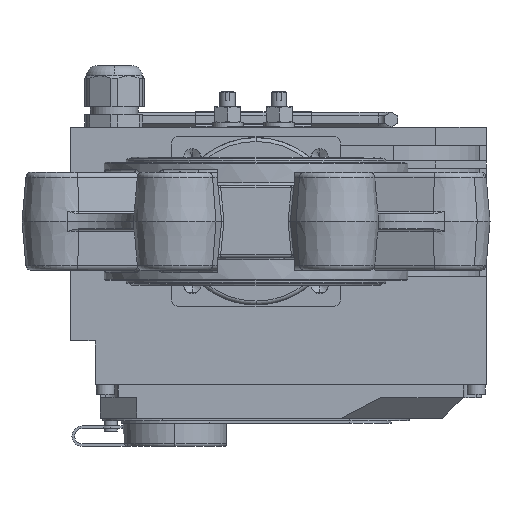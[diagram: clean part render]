
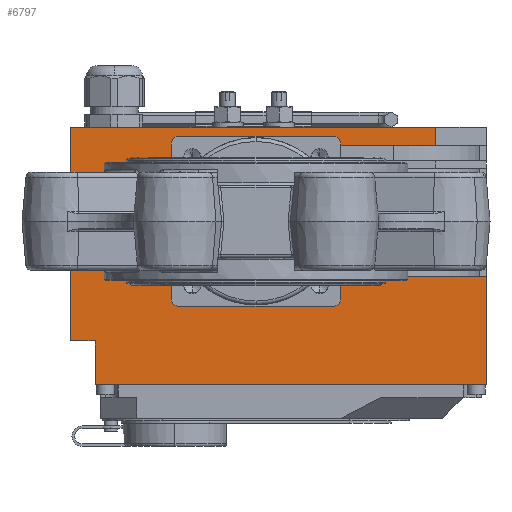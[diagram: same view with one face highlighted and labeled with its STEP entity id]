
A CAD part, front view. The second image highlights one B-rep face of the part: STEP entity #6797.
In plain terms, the highlighted planar face has unit normal (0, -1, 0).
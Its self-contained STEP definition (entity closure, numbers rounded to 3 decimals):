
#9 = VERTEX_POINT ( 'NONE', #35292 ) ;
#35 = VECTOR ( 'NONE', #15213, 1000. ) ;
#96 = LINE ( 'NONE', #28092, #6916 ) ;
#177 = DIRECTION ( 'NONE',  ( 0., 0., -1. ) ) ;
#222 = VERTEX_POINT ( 'NONE', #36362 ) ;
#403 = LINE ( 'NONE', #22544, #4057 ) ;
#466 = EDGE_CURVE ( 'NONE', #30830, #12701, #3735, .T. ) ;
#701 = CARTESIAN_POINT ( 'NONE',  ( -30., 160., 30. ) ) ;
#1059 = VECTOR ( 'NONE', #2787, 1000. ) ;
#1103 = VECTOR ( 'NONE', #9814, 1000. ) ;
#1877 = ORIENTED_EDGE ( 'NONE', *, *, #23826, .T. ) ;
#2021 = CIRCLE ( 'NONE', #36554, 3. ) ;
#2255 = CARTESIAN_POINT ( 'NONE',  ( 89.5, 160., -63.5 ) ) ;
#2278 = VERTEX_POINT ( 'NONE', #15571 ) ;
#2588 = DIRECTION ( 'NONE',  ( 0., 0., -1. ) ) ;
#2787 = DIRECTION ( 'NONE',  ( 1., 0., 0. ) ) ;
#2813 = ORIENTED_EDGE ( 'NONE', *, *, #6283, .F. ) ;
#3071 = AXIS2_PLACEMENT_3D ( 'NONE', #5638, #25787, #14093 ) ;
#3735 = LINE ( 'NONE', #29530, #35 ) ;
#4057 = VECTOR ( 'NONE', #31602, 1000. ) ;
#4668 = VECTOR ( 'NONE', #35076, 1000. ) ;
#4671 = EDGE_CURVE ( 'NONE', #24028, #25172, #27731, .T. ) ;
#4889 = EDGE_LOOP ( 'NONE', ( #37031, #14729, #29616, #28099, #24739, #29102, #16939, #5704, #15090, #2813, #12778, #34311, #16597, #27251, #31551, #21005, #24216, #1877 ) ) ;
#5261 = DIRECTION ( 'NONE',  ( -1., 0., 0. ) ) ;
#5585 = EDGE_CURVE ( 'NONE', #9, #16967, #18685, .T. ) ;
#5638 = CARTESIAN_POINT ( 'NONE',  ( -72., 160., 36.5 ) ) ;
#5704 = ORIENTED_EDGE ( 'NONE', *, *, #36117, .F. ) ;
#6283 = EDGE_CURVE ( 'NONE', #16967, #28470, #96, .T. ) ;
#6649 = CARTESIAN_POINT ( 'NONE',  ( 69.8, 160., 29.5 ) ) ;
#6681 = AXIS2_PLACEMENT_3D ( 'NONE', #33557, #36214, #21627 ) ;
#6773 = LINE ( 'NONE', #32535, #32888 ) ;
#6774 = DIRECTION ( 'NONE',  ( 0., 0., 1. ) ) ;
#6797 = ADVANCED_FACE ( 'NONE', ( #30279 ), #31582, .F. ) ;
#6916 = VECTOR ( 'NONE', #31117, 1000. ) ;
#7958 = CARTESIAN_POINT ( 'NONE',  ( -72., 160., -46.5 ) ) ;
#8197 = CARTESIAN_POINT ( 'NONE',  ( -72., 160., 36.5 ) ) ;
#8260 = CIRCLE ( 'NONE', #34691, 3. ) ;
#8547 = VERTEX_POINT ( 'NONE', #2255 ) ;
#8691 = DIRECTION ( 'NONE',  ( 0., -1., 0. ) ) ;
#8951 = LINE ( 'NONE', #33830, #14391 ) ;
#9041 = EDGE_CURVE ( 'NONE', #13811, #24139, #403, .T. ) ;
#9205 = EDGE_CURVE ( 'NONE', #17451, #13811, #33338, .T. ) ;
#9814 = DIRECTION ( 'NONE',  ( 1., 0., 0. ) ) ;
#10211 = LINE ( 'NONE', #21397, #33158 ) ;
#10378 = CARTESIAN_POINT ( 'NONE',  ( 30., 160., 33. ) ) ;
#10685 = LINE ( 'NONE', #24058, #14726 ) ;
#11605 = DIRECTION ( 'NONE',  ( 1., 0., 0. ) ) ;
#11696 = EDGE_CURVE ( 'NONE', #27606, #8547, #10685, .T. ) ;
#11756 = EDGE_CURVE ( 'NONE', #28470, #28864, #12018, .T. ) ;
#11761 = CARTESIAN_POINT ( 'NONE',  ( -30., 160., -30. ) ) ;
#12018 = CIRCLE ( 'NONE', #34350, 3. ) ;
#12289 = CARTESIAN_POINT ( 'NONE',  ( 69.8, 160., 36.5 ) ) ;
#12467 = LINE ( 'NONE', #13226, #1103 ) ;
#12701 = VERTEX_POINT ( 'NONE', #12289 ) ;
#12778 = ORIENTED_EDGE ( 'NONE', *, *, #5585, .F. ) ;
#13226 = CARTESIAN_POINT ( 'NONE',  ( -72., 160., 36.5 ) ) ;
#13760 = VECTOR ( 'NONE', #30191, 1000. ) ;
#13811 = VERTEX_POINT ( 'NONE', #7958 ) ;
#14093 = DIRECTION ( 'NONE',  ( -1., 0., 0. ) ) ;
#14391 = VECTOR ( 'NONE', #2588, 1000. ) ;
#14407 = EDGE_CURVE ( 'NONE', #26215, #222, #28553, .T. ) ;
#14427 = DIRECTION ( 'NONE',  ( 0., -1., 0. ) ) ;
#14545 = DIRECTION ( 'NONE',  ( -1., 0., 0. ) ) ;
#14726 = VECTOR ( 'NONE', #29585, 1000. ) ;
#14729 = ORIENTED_EDGE ( 'NONE', *, *, #11696, .F. ) ;
#15090 = ORIENTED_EDGE ( 'NONE', *, *, #11756, .F. ) ;
#15131 = VERTEX_POINT ( 'NONE', #25102 ) ;
#15213 = DIRECTION ( 'NONE',  ( 0., 0., 1. ) ) ;
#15571 = CARTESIAN_POINT ( 'NONE',  ( -33., 160., -30. ) ) ;
#16597 = ORIENTED_EDGE ( 'NONE', *, *, #20069, .T. ) ;
#16772 = CARTESIAN_POINT ( 'NONE',  ( 89.5, 160., -63.5 ) ) ;
#16939 = ORIENTED_EDGE ( 'NONE', *, *, #33642, .F. ) ;
#16967 = VERTEX_POINT ( 'NONE', #10378 ) ;
#17021 = CARTESIAN_POINT ( 'NONE',  ( -33., 160., 30. ) ) ;
#17310 = CARTESIAN_POINT ( 'NONE',  ( -30., 160., 33. ) ) ;
#17451 = VERTEX_POINT ( 'NONE', #8197 ) ;
#17655 = CARTESIAN_POINT ( 'NONE',  ( 30., 160., -30. ) ) ;
#18283 = LINE ( 'NONE', #31531, #1059 ) ;
#18685 = CIRCLE ( 'NONE', #6681, 3. ) ;
#19236 = LINE ( 'NONE', #16772, #22354 ) ;
#19299 = CARTESIAN_POINT ( 'NONE',  ( 33., 160., -30. ) ) ;
#20069 = EDGE_CURVE ( 'NONE', #15131, #30830, #6773, .T. ) ;
#20641 = CARTESIAN_POINT ( 'NONE',  ( 33., 160., 30. ) ) ;
#21005 = ORIENTED_EDGE ( 'NONE', *, *, #9205, .T. ) ;
#21270 = DIRECTION ( 'NONE',  ( 0., 0., -1. ) ) ;
#21397 = CARTESIAN_POINT ( 'NONE',  ( 33., 160., 30. ) ) ;
#21627 = DIRECTION ( 'NONE',  ( 1., 0., 0. ) ) ;
#21783 = CARTESIAN_POINT ( 'NONE',  ( -62.5, 160., -27.5 ) ) ;
#22263 = CARTESIAN_POINT ( 'NONE',  ( 30., 160., -33. ) ) ;
#22354 = VECTOR ( 'NONE', #5261, 1000. ) ;
#22544 = CARTESIAN_POINT ( 'NONE',  ( -72., 160., -46.5 ) ) ;
#23567 = DIRECTION ( 'NONE',  ( 0., -1., 0. ) ) ;
#23809 = EDGE_CURVE ( 'NONE', #17451, #12701, #12467, .T. ) ;
#23826 = EDGE_CURVE ( 'NONE', #24139, #26259, #36338, .T. ) ;
#24028 = VERTEX_POINT ( 'NONE', #33948 ) ;
#24044 = EDGE_CURVE ( 'NONE', #8547, #26259, #19236, .T. ) ;
#24058 = CARTESIAN_POINT ( 'NONE',  ( 89.5, 160., 36.5 ) ) ;
#24139 = VERTEX_POINT ( 'NONE', #31695 ) ;
#24216 = ORIENTED_EDGE ( 'NONE', *, *, #9041, .T. ) ;
#24739 = ORIENTED_EDGE ( 'NONE', *, *, #24871, .F. ) ;
#24871 = EDGE_CURVE ( 'NONE', #25172, #26215, #2021, .T. ) ;
#25088 = EDGE_CURVE ( 'NONE', #15131, #9, #10211, .T. ) ;
#25102 = CARTESIAN_POINT ( 'NONE',  ( 33., 160., 29.5 ) ) ;
#25172 = VERTEX_POINT ( 'NONE', #22263 ) ;
#25762 = EDGE_CURVE ( 'NONE', #222, #27606, #18283, .T. ) ;
#25787 = DIRECTION ( 'NONE',  ( 0., 1., 0. ) ) ;
#26215 = VERTEX_POINT ( 'NONE', #19299 ) ;
#26259 = VERTEX_POINT ( 'NONE', #37259 ) ;
#26566 = CARTESIAN_POINT ( 'NONE',  ( -72., 160., 36.5 ) ) ;
#26596 = DIRECTION ( 'NONE',  ( -1., 0., 0. ) ) ;
#27251 = ORIENTED_EDGE ( 'NONE', *, *, #466, .T. ) ;
#27606 = VERTEX_POINT ( 'NONE', #32321 ) ;
#27690 = CARTESIAN_POINT ( 'NONE',  ( -30., 160., -33. ) ) ;
#27731 = LINE ( 'NONE', #27690, #13760 ) ;
#28092 = CARTESIAN_POINT ( 'NONE',  ( -30., 160., 33. ) ) ;
#28099 = ORIENTED_EDGE ( 'NONE', *, *, #14407, .F. ) ;
#28470 = VERTEX_POINT ( 'NONE', #17310 ) ;
#28553 = LINE ( 'NONE', #20641, #4668 ) ;
#28864 = VERTEX_POINT ( 'NONE', #17021 ) ;
#29102 = ORIENTED_EDGE ( 'NONE', *, *, #4671, .F. ) ;
#29530 = CARTESIAN_POINT ( 'NONE',  ( 69.8, 160., -49.36 ) ) ;
#29585 = DIRECTION ( 'NONE',  ( 0., 0., -1. ) ) ;
#29616 = ORIENTED_EDGE ( 'NONE', *, *, #25762, .F. ) ;
#29892 = DIRECTION ( 'NONE',  ( 1., 0., 0. ) ) ;
#30191 = DIRECTION ( 'NONE',  ( 1., 0., 0. ) ) ;
#30279 = FACE_OUTER_BOUND ( 'NONE', #4889, .T. ) ;
#30830 = VERTEX_POINT ( 'NONE', #6649 ) ;
#31117 = DIRECTION ( 'NONE',  ( -1., 0., 0. ) ) ;
#31531 = CARTESIAN_POINT ( 'NONE',  ( -72., 160., -21.5 ) ) ;
#31551 = ORIENTED_EDGE ( 'NONE', *, *, #23809, .F. ) ;
#31582 = PLANE ( 'NONE',  #3071 ) ;
#31602 = DIRECTION ( 'NONE',  ( 1., 0., 0. ) ) ;
#31695 = CARTESIAN_POINT ( 'NONE',  ( -62.5, 160., -46.5 ) ) ;
#32321 = CARTESIAN_POINT ( 'NONE',  ( 89.5, 160., -21.5 ) ) ;
#32535 = CARTESIAN_POINT ( 'NONE',  ( -72., 160., 29.5 ) ) ;
#32888 = VECTOR ( 'NONE', #29892, 1000. ) ;
#33158 = VECTOR ( 'NONE', #6774, 1000. ) ;
#33338 = LINE ( 'NONE', #26566, #34663 ) ;
#33557 = CARTESIAN_POINT ( 'NONE',  ( 30., 160., 30. ) ) ;
#33642 = EDGE_CURVE ( 'NONE', #2278, #24028, #8260, .T. ) ;
#33830 = CARTESIAN_POINT ( 'NONE',  ( -33., 160., 30. ) ) ;
#33948 = CARTESIAN_POINT ( 'NONE',  ( -30., 160., -33. ) ) ;
#34311 = ORIENTED_EDGE ( 'NONE', *, *, #25088, .F. ) ;
#34350 = AXIS2_PLACEMENT_3D ( 'NONE', #701, #23567, #26596 ) ;
#34663 = VECTOR ( 'NONE', #177, 1000. ) ;
#34691 = AXIS2_PLACEMENT_3D ( 'NONE', #11761, #14427, #14545 ) ;
#35076 = DIRECTION ( 'NONE',  ( 0., 0., 1. ) ) ;
#35292 = CARTESIAN_POINT ( 'NONE',  ( 33., 160., 30. ) ) ;
#36117 = EDGE_CURVE ( 'NONE', #28864, #2278, #8951, .T. ) ;
#36214 = DIRECTION ( 'NONE',  ( 0., -1., 0. ) ) ;
#36338 = LINE ( 'NONE', #21783, #37231 ) ;
#36362 = CARTESIAN_POINT ( 'NONE',  ( 33., 160., -21.5 ) ) ;
#36554 = AXIS2_PLACEMENT_3D ( 'NONE', #17655, #8691, #11605 ) ;
#37031 = ORIENTED_EDGE ( 'NONE', *, *, #24044, .F. ) ;
#37231 = VECTOR ( 'NONE', #21270, 1000. ) ;
#37259 = CARTESIAN_POINT ( 'NONE',  ( -62.5, 160., -63.5 ) ) ;
